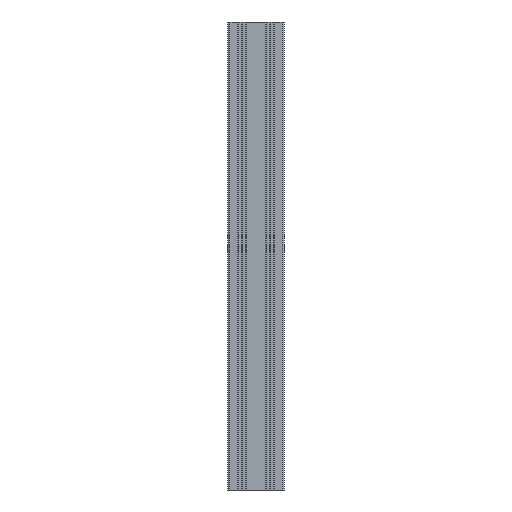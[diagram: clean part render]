
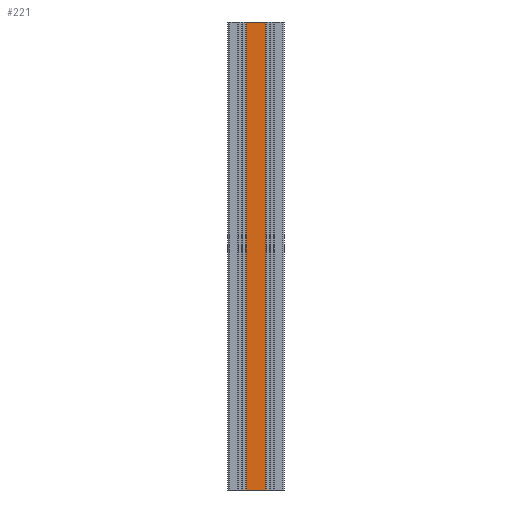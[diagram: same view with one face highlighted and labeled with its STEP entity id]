
A CAD part, front view. The second image highlights one B-rep face of the part: STEP entity #221.
In plain terms, the highlighted planar face has unit normal (0, -1, 0).
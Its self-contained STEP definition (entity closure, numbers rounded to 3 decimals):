
#216 = ORIENTED_EDGE ( 'NONE', *, *, #532, .F. ) ;
#221 = ADVANCED_FACE ( 'NONE', ( #3172 ), #3234, .F. ) ;
#252 = EDGE_CURVE ( 'NONE', #1538, #2289, #3212, .T. ) ;
#347 = ORIENTED_EDGE ( 'NONE', *, *, #1579, .F. ) ;
#476 = EDGE_LOOP ( 'NONE', ( #641, #216, #347, #648 ) ) ;
#532 = EDGE_CURVE ( 'NONE', #1545, #2140, #3258, .T. ) ;
#641 = ORIENTED_EDGE ( 'NONE', *, *, #2226, .T. ) ;
#648 = ORIENTED_EDGE ( 'NONE', *, *, #252, .T. ) ;
#1538 = VERTEX_POINT ( 'NONE', #5781 ) ;
#1545 = VERTEX_POINT ( 'NONE', #5815 ) ;
#1579 = EDGE_CURVE ( 'NONE', #1538, #1545, #5881, .T. ) ;
#2140 = VERTEX_POINT ( 'NONE', #6940 ) ;
#2226 = EDGE_CURVE ( 'NONE', #2289, #2140, #7034, .T. ) ;
#2289 = VERTEX_POINT ( 'NONE', #7170 ) ;
#3172 = FACE_OUTER_BOUND ( 'NONE', #476, .T. ) ;
#3178 = AXIS2_PLACEMENT_3D ( 'NONE', #3225, #3216, #3215 ) ;
#3210 = DIRECTION ( 'NONE',  ( 0., 0., -1. ) ) ;
#3211 = VECTOR ( 'NONE', #3210, 1000. ) ;
#3212 = LINE ( 'NONE', #3218, #3211 ) ;
#3215 = DIRECTION ( 'NONE',  ( -1., 0., 0. ) ) ;
#3216 = DIRECTION ( 'NONE',  ( 0., 1., 0. ) ) ;
#3218 = CARTESIAN_POINT ( 'NONE',  ( -4168.825, -3590.991, 500. ) ) ;
#3225 = CARTESIAN_POINT ( 'NONE',  ( -4168.825, -3590.991, 500. ) ) ;
#3234 = PLANE ( 'NONE',  #3178 ) ;
#3251 = DIRECTION ( 'NONE',  ( 0., 0., -1. ) ) ;
#3256 = VECTOR ( 'NONE', #3251, 1000. ) ;
#3257 = CARTESIAN_POINT ( 'NONE',  ( -4148.225, -3590.991, 500. ) ) ;
#3258 = LINE ( 'NONE', #3257, #3256 ) ;
#5781 = CARTESIAN_POINT ( 'NONE',  ( -4168.825, -3590.991, 500. ) ) ;
#5815 = CARTESIAN_POINT ( 'NONE',  ( -4148.225, -3590.991, 500. ) ) ;
#5877 = DIRECTION ( 'NONE',  ( 1., 0., 0. ) ) ;
#5878 = VECTOR ( 'NONE', #5877, 1000. ) ;
#5879 = CARTESIAN_POINT ( 'NONE',  ( -4168.825, -3590.991, 500. ) ) ;
#5881 = LINE ( 'NONE', #5879, #5878 ) ;
#6940 = CARTESIAN_POINT ( 'NONE',  ( -4148.225, -3590.991, 0. ) ) ;
#7032 = DIRECTION ( 'NONE',  ( 1., 0., 0. ) ) ;
#7033 = CARTESIAN_POINT ( 'NONE',  ( -4168.825, -3590.991, 0. ) ) ;
#7034 = LINE ( 'NONE', #7033, #7091 ) ;
#7091 = VECTOR ( 'NONE', #7032, 1000. ) ;
#7170 = CARTESIAN_POINT ( 'NONE',  ( -4168.825, -3590.991, 0. ) ) ;
